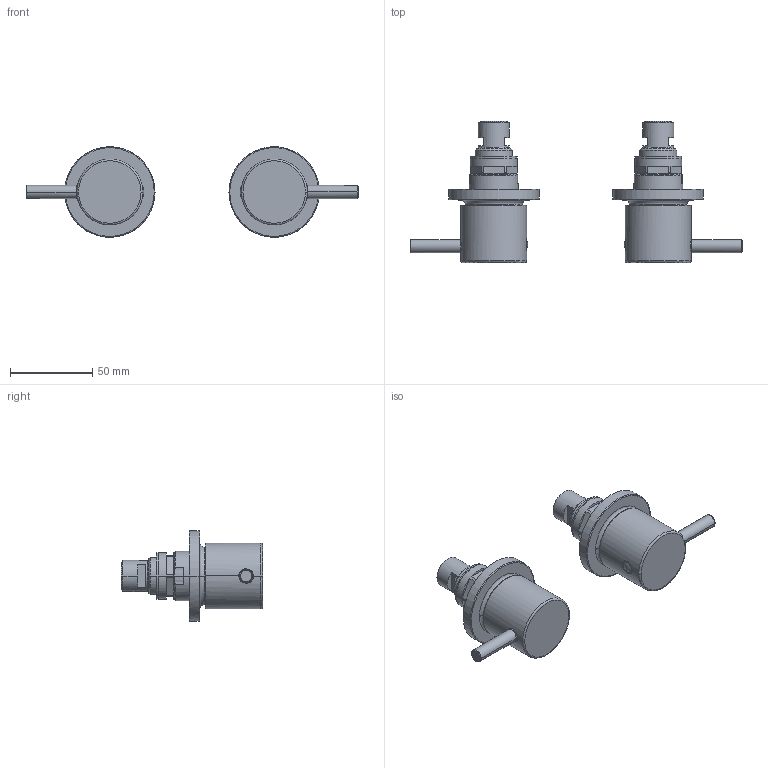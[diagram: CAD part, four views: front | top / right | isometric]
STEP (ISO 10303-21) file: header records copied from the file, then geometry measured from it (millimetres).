
FILE_DESCRIPTION(/* description */ (''),/* implementation_level */ '2;1');
FILE_NAME(/* name */ 'STEP - 164711602_2267215',/* time_stamp */ '2024-07-22T13:53:25+10:00',/* author */ (''),/* organization */ (''),/* preprocessor_version */ 'ST-DEVELOPER v16.5',/* originating_system */ 'Rhino 7.23',/* authorisation */ '');
FILE_SCHEMA (('AUTOMOTIVE_DESIGN'));
Length unit declared in the file: millimetre
Products named in the file (14): Document; 110811604E7RECE_ASM; 207010961701; 2020304107263; 2050118016012; 202011180226; 205010771601; 207010251601; 202060130701; 204020449901; 204020459901; 205021610102; 2070114106011; 206025310126
Assembly tree (23 placements, depth 3):
  Document
    110811604E7RECE_ASM
      207010961701  x2
      2020304107263  x2
      2050118016012  x2
      202011180226  x2
      205010771601  x2
      207010251601  x2
      202060130701  x2
      204020449901
      204020459901
      205021610102  x2
      2070114106011  x2
      206025310126  x2
Bounding box: 202 x 85.9 x 54.95 mm (x, y, z)
Volume: 102830.7 mm3; surface area: 86939 mm2
Topology: 22 solids, 42 shells, 1988 faces, 5274 edges, 3396 vertices
Faces by surface type: plane 1188, cylinder 490, bspline 310
Entity records: 39911 total; most frequent: CARTESIAN_POINT 19686, ORIENTED_EDGE 5978, EDGE_CURVE 3041, B_SPLINE_CURVE_WITH_KNOTS 2204, VERTEX_POINT 1973, EDGE_LOOP 1204, ADVANCED_FACE 1140, FACE_OUTER_BOUND 1140
